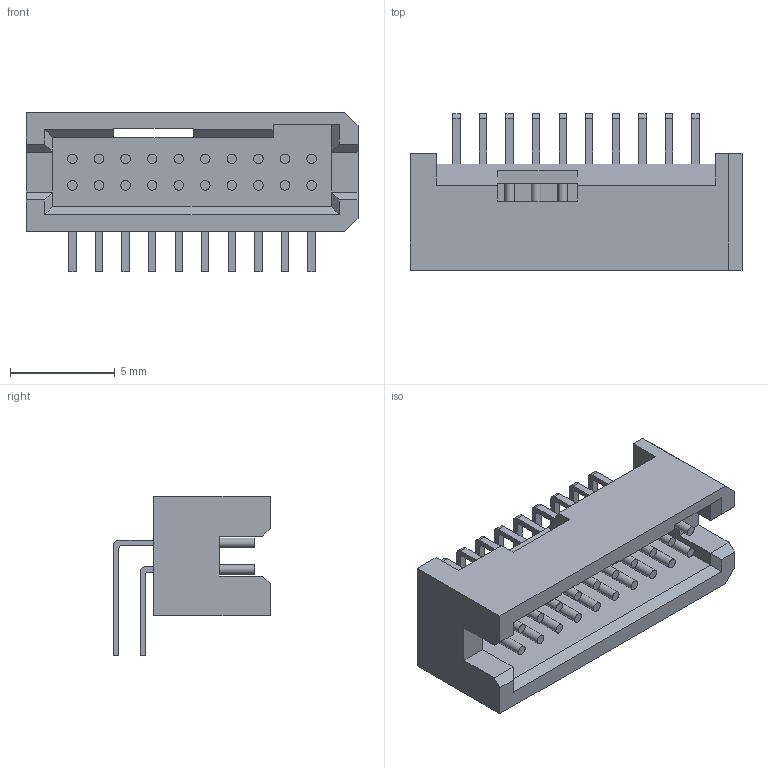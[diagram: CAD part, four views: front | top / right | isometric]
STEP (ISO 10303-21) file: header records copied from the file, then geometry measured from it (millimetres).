
FILE_DESCRIPTION(('FreeCAD Model'),'2;1');
FILE_NAME('Fusion.step','2017-04-15T21:50:35',( 'Author'),(''),'Open CASCADE STEP processor 6.8','FreeCAD','Unknown' );
FILE_SCHEMA(('AUTOMOTIVE_DESIGN_CC2 { 1 2 10303 214 -1 1 5 4 }'));
Length unit declared in the file: millimetre
Products named in the file (2): ASSEMBLY; Fusion
Assembly tree (1 placements, depth 2):
  ASSEMBLY
    Fusion
Bounding box: 15.88 x 7.49 x 7.62 mm (x, y, z)
Volume: 249.9 mm3; surface area: 774.4 mm2
Topology: 1 solids, 1 shells, 265 faces, 686 edges, 461 vertices
Faces by surface type: plane 205, cylinder 60
Full cylindrical faces by diameter (mm): 0.457 x20
Entity records: 23096 total; most frequent: CARTESIAN_POINT 7766, DIRECTION 2352, LINE 1398, VECTOR 1398, ORIENTED_EDGE 1372, PCURVE 1372, DEFINITIONAL_REPRESENTATION 1372, EDGE_CURVE 686
